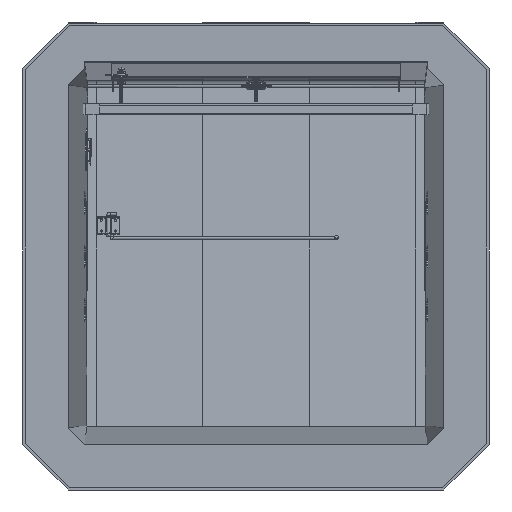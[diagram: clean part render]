
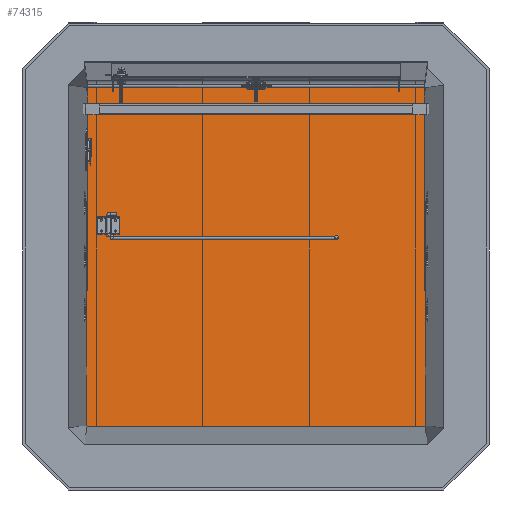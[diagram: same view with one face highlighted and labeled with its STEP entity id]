
A CAD part, front view. The second image highlights one B-rep face of the part: STEP entity #74315.
In plain terms, the highlighted planar face has unit normal (0, -0.997, 0.079).
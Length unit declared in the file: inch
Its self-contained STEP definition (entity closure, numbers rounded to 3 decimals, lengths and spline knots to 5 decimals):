
#130 = EDGE_CURVE ( 'NONE', #131775, #70282, #143125, .T. ) ;
#26235 = EDGE_CURVE ( 'NONE', #55497, #184797, #85654, .T. ) ;
#27175 = CARTESIAN_POINT ( 'NONE',  ( 17.25, 46.49852, -17.12454 ) ) ;
#34226 = ORIENTED_EDGE ( 'NONE', *, *, #87092, .F. ) ;
#50897 = CARTESIAN_POINT ( 'NONE',  ( 17.5, 46.49852, -17.12454 ) ) ;
#50984 = CARTESIAN_POINT ( 'NONE',  ( -17.25, 46.49852, -17.12454 ) ) ;
#54010 = ORIENTED_EDGE ( 'NONE', *, *, #26235, .T. ) ;
#55497 = VERTEX_POINT ( 'NONE', #158130 ) ;
#65837 = DIRECTION ( 'NONE',  ( 0., -0.997, 0.079 ) ) ;
#70282 = VERTEX_POINT ( 'NONE', #160807 ) ;
#74315 = ADVANCED_FACE ( 'NONE', ( #139142 ), #170770, .T. ) ;
#81471 = CARTESIAN_POINT ( 'NONE',  ( 17.25, 49.09833, 15.83559 ) ) ;
#85654 = LINE ( 'NONE', #27175, #189173 ) ;
#87092 = EDGE_CURVE ( 'NONE', #55497, #131775, #180258, .T. ) ;
#111503 = LINE ( 'NONE', #156152, #167561 ) ;
#112319 = DIRECTION ( 'NONE',  ( 0., 0.079, 0.997 ) ) ;
#117339 = ORIENTED_EDGE ( 'NONE', *, *, #130, .F. ) ;
#118878 = DIRECTION ( 'NONE',  ( -1., 0., 0. ) ) ;
#121746 = CARTESIAN_POINT ( 'NONE',  ( -17.25, 46.51818, -16.87531 ) ) ;
#123354 = AXIS2_PLACEMENT_3D ( 'NONE', #50897, #65837, #127211 ) ;
#127211 = DIRECTION ( 'NONE',  ( 0., -0.079, -0.997 ) ) ;
#131165 = EDGE_CURVE ( 'NONE', #184797, #70282, #111503, .T. ) ;
#131775 = VERTEX_POINT ( 'NONE', #121746 ) ;
#139142 = FACE_OUTER_BOUND ( 'NONE', #190150, .T. ) ;
#140370 = DIRECTION ( 'NONE',  ( -1., 0., 0. ) ) ;
#143125 = LINE ( 'NONE', #50984, #182854 ) ;
#153898 = VECTOR ( 'NONE', #118878, 39.37008 ) ;
#156152 = CARTESIAN_POINT ( 'NONE',  ( 17.5, 49.09833, 15.83559 ) ) ;
#158130 = CARTESIAN_POINT ( 'NONE',  ( 17.25, 46.51818, -16.87531 ) ) ;
#160807 = CARTESIAN_POINT ( 'NONE',  ( -17.25, 49.09833, 15.83559 ) ) ;
#165441 = CARTESIAN_POINT ( 'NONE',  ( 17.5, 46.51818, -16.87531 ) ) ;
#167561 = VECTOR ( 'NONE', #140370, 39.37008 ) ;
#170770 = PLANE ( 'NONE',  #123354 ) ;
#180258 = LINE ( 'NONE', #165441, #153898 ) ;
#182854 = VECTOR ( 'NONE', #112319, 39.37008 ) ;
#184797 = VERTEX_POINT ( 'NONE', #81471 ) ;
#187187 = ORIENTED_EDGE ( 'NONE', *, *, #131165, .T. ) ;
#189173 = VECTOR ( 'NONE', #192477, 39.37008 ) ;
#190150 = EDGE_LOOP ( 'NONE', ( #117339, #34226, #54010, #187187 ) ) ;
#192477 = DIRECTION ( 'NONE',  ( 0., 0.079, 0.997 ) ) ;
